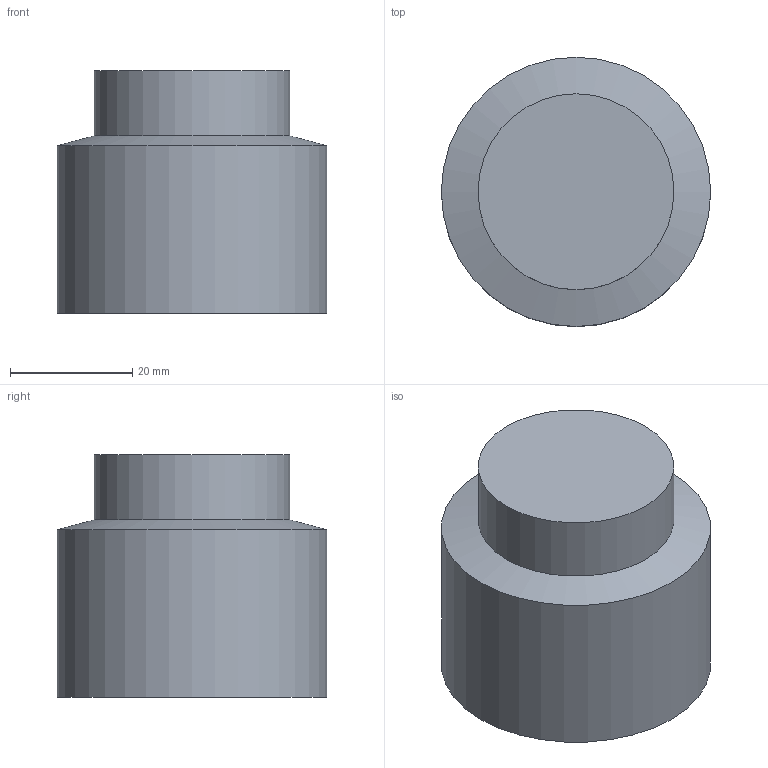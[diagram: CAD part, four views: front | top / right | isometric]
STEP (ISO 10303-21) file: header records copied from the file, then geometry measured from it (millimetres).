
FILE_DESCRIPTION(/* description */ (''),/* implementation_level */ '2;1');
FILE_NAME(/* name */ '1641876987666.stp',/* time_stamp */ '2022-01-11T10:26:38+06:00',/* author */ (''),/* organization */ ('SMS'),/* preprocessor_version */ 'ST-DEVELOPER v16.7',/* originating_system */ 'SIEMENS PLM Software NX 12.0',/* authorisation */ '');
FILE_SCHEMA (('AUTOMOTIVE_DESIGN { 1 0 10303 214 3 1 1 1 }'));
Length unit declared in the file: millimetre
Products named in the file (1): 203898530mod000_00
Bounding box: 44 x 44 x 39.67 mm (x, y, z)
Volume: 52074.7 mm3; surface area: 7925.9 mm2
Topology: 1 solids, 1 shells, 5 faces, 7 edges, 6 vertices
Faces by surface type: cylinder 2, plane 2, cone 1
Full cylindrical faces by diameter (mm): 32 x1, 44 x1
Entity records: 150 total; most frequent: DIRECTION 24, CARTESIAN_POINT 18, AXIS2_PLACEMENT_3D 12, EDGE_LOOP 8, ORIENTED_EDGE 8, FACE_BOUND 6, ADVANCED_FACE 5, STYLED_ITEM 5
